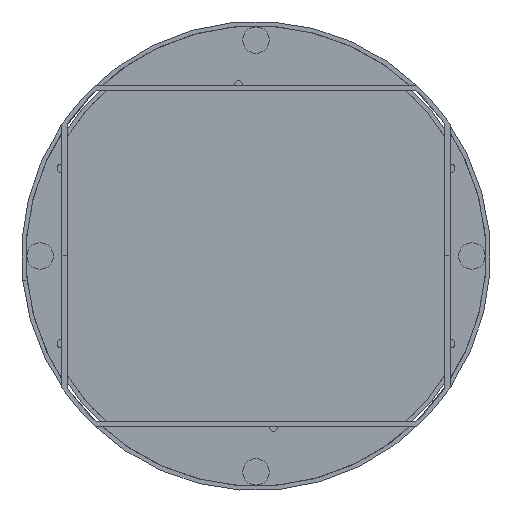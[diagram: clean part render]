
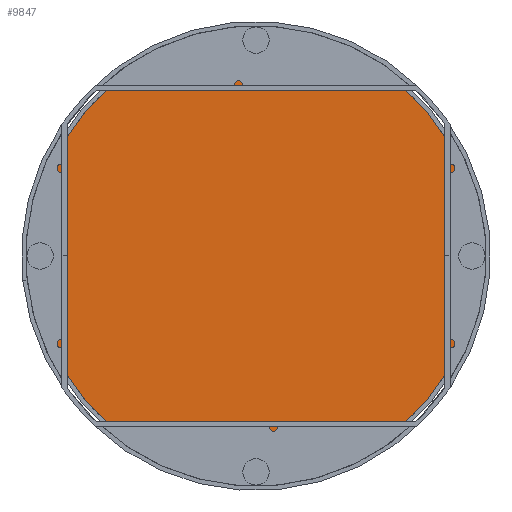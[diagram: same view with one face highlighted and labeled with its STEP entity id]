
A CAD part, front view. The second image highlights one B-rep face of the part: STEP entity #9847.
In plain terms, the highlighted face is planar.
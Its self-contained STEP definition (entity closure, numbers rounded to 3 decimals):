
#9774=CARTESIAN_POINT('',(0.,2.,0.));
#9775=DIRECTION('',(0.,1.,0.));
#9776=DIRECTION('',(0.,0.,-1.));
#9777=AXIS2_PLACEMENT_3D('',#9774,#9775,#9776);
#9792=CARTESIAN_POINT('',(0.,2.,0.));
#9793=DIRECTION('',(0.,-1.,0.));
#9794=DIRECTION('',(0.,0.,-1.));
#9795=AXIS2_PLACEMENT_3D('',#9792,#9793,#9794);
#9803=CARTESIAN_POINT('',(0.,2.,-102.));
#9805=VERTEX_POINT('',#9803);
#9807=CARTESIAN_POINT('',(0.,2.,102.));
#9809=VERTEX_POINT('',#9807);
#9837=CARTESIAN_POINT('',(0.,2.,0.));
#9838=DIRECTION('',(0.,1.,0.));
#9839=DIRECTION('',(1.,0.,0.));
#9840=AXIS2_PLACEMENT_3D('',#9837,#9838,#9839);
#9841=PLANE('',#9840);
#9842=ORIENTED_EDGE('',*,*,#9827,.F.);
#9844=ORIENTED_EDGE('',*,*,#9843,.T.);
#9845=EDGE_LOOP('',(#9842,#9844));
#9846=FACE_OUTER_BOUND('',#9845,.F.);
#9778=CIRCLE('',#9777,102.);
#9796=CIRCLE('',#9795,102.);
#9827=EDGE_CURVE('',#9805,#9809,#9778,.T.);
#9843=EDGE_CURVE('',#9805,#9809,#9796,.T.);
#9847=ADVANCED_FACE('',(#9846),#9841,.T.);
